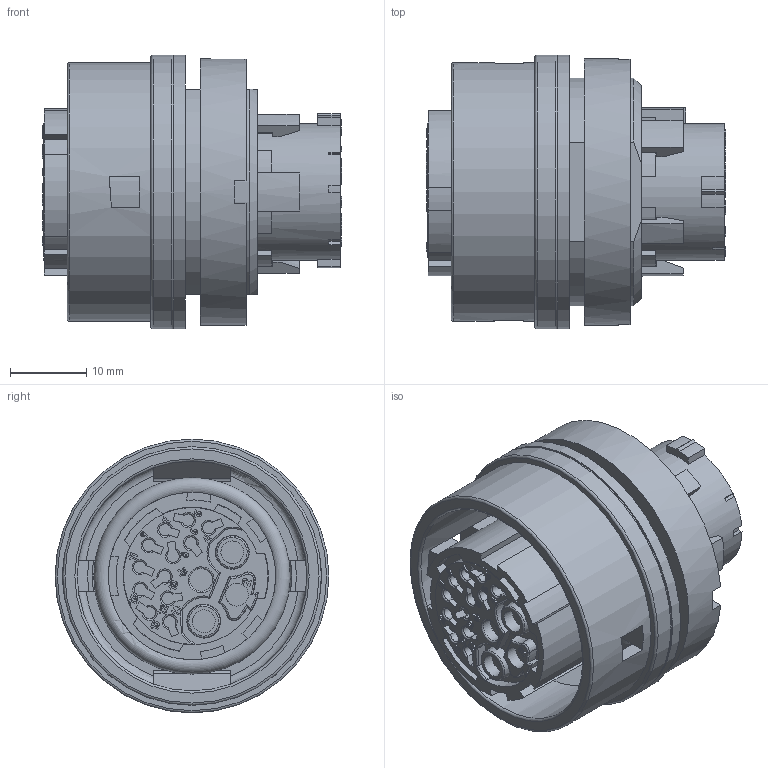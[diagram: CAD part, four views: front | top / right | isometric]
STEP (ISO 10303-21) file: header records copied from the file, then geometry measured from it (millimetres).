
FILE_DESCRIPTION(/* description */ (''),/* implementation_level */ '2;1');
FILE_NAME(/* name */ 'c016 10n015 006 1nxc001-01.stp',/* time_stamp */ '2019-07-08T09:41:04+02:00',/* author */ (''),/* organization */ (''),/* preprocessor_version */ 'ST-DEVELOPER v16.7',/* originating_system */ 'SIEMENS PLM Software NX 12.0',/* authorisation */ '');
FILE_SCHEMA (('AUTOMOTIVE_DESIGN { 1 0 10303 214 3 1 1 1 }'));
Length unit declared in the file: millimetre
Products named in the file (1): c016 10n015 006 1nxc001-01
Bounding box: 39.4 x 36 x 36 mm (x, y, z)
Volume: 21835.1 mm3; surface area: 11282.9 mm2
Topology: 1 solids, 2 shells, 936 faces, 2485 edges, 1650 vertices
Faces by surface type: plane 666, cylinder 214, torus 26, cone 16, bspline 14
Full cylindrical faces by diameter (mm): 0.12 x2, 0.24 x4, 0.25 x2, 3 x4, 4 x4, 18 x1, 22 x2, 30.2 x1, 34 x1, 35 x1, 36 x2
Entity records: 29540 total; most frequent: CARTESIAN_POINT 6176, ORIENTED_EDGE 4856, DIRECTION 4723, EDGE_CURVE 2428, LINE 1775, VECTOR 1775, VERTEX_POINT 1631, AXIS2_PLACEMENT_3D 1474
